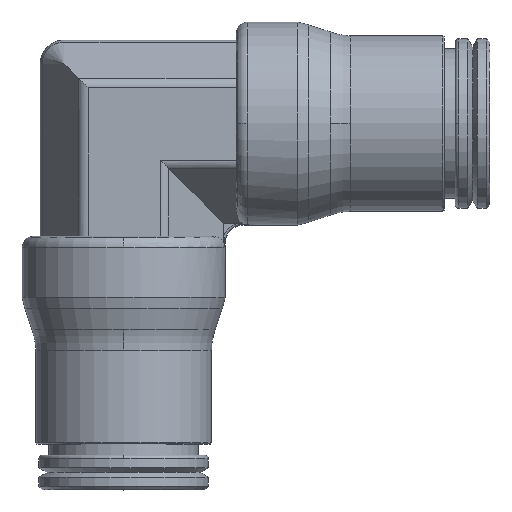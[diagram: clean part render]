
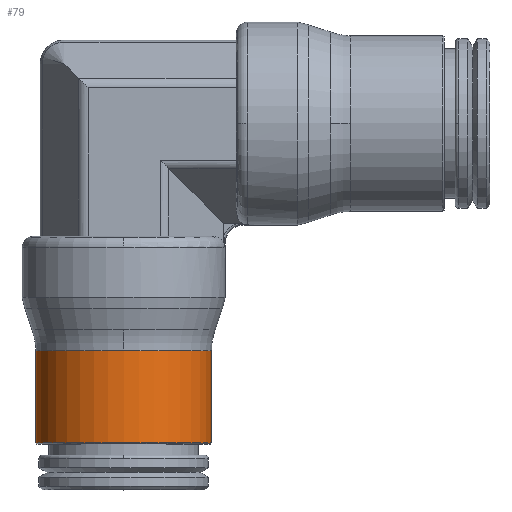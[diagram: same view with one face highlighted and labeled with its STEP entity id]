
A CAD part, top view. The second image highlights one B-rep face of the part: STEP entity #79.
In plain terms, the highlighted cylindrical face has radius 7.357 mm (diameter 14.713 mm), a partial arc.
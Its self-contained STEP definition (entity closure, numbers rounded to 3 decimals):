
#79=ADVANCED_FACE('',(#238),#239,.T.);
#238=FACE_OUTER_BOUND('',#496,.T.);
#239=CYLINDRICAL_SURFACE('',#497,7.357);
#496=EDGE_LOOP('',(#948,#949,#950,#951,#952));
#497=AXIS2_PLACEMENT_3D('',#953,#954,#955);
#948=ORIENTED_EDGE('',*,*,#1809,.F.);
#949=ORIENTED_EDGE('',*,*,#1690,.T.);
#950=ORIENTED_EDGE('',*,*,#1715,.T.);
#951=ORIENTED_EDGE('',*,*,#1810,.F.);
#952=ORIENTED_EDGE('',*,*,#1806,.F.);
#953=CARTESIAN_POINT('',(-30.655,-22.876,0.0));
#954=DIRECTION('',(0.,-1.0,0.0));
#955=DIRECTION('',(1.0,0.,0.0));
#1690=EDGE_CURVE('',#2011,#2009,#2012,.T.);
#1715=EDGE_CURVE('',#2009,#2055,#2057,.T.);
#1806=EDGE_CURVE('',#2214,#2217,#2218,.T.);
#1809=EDGE_CURVE('',#2011,#2214,#2222,.T.);
#1810=EDGE_CURVE('',#2217,#2055,#2223,.T.);
#2009=VERTEX_POINT('',#2543);
#2011=VERTEX_POINT('',#2545);
#2012=CIRCLE('',#2546,7.357);
#2055=VERTEX_POINT('',#2673);
#2057=CIRCLE('',#2675,7.357);
#2214=VERTEX_POINT('',#2910);
#2217=VERTEX_POINT('',#2914);
#2218=CIRCLE('',#2915,7.357);
#2222=LINE('',#2920,#2921);
#2223=LINE('',#2922,#2923);
#2543=CARTESIAN_POINT('',(-30.655,-19.026,7.357));
#2545=CARTESIAN_POINT('',(-23.298,-19.026,0.0));
#2546=AXIS2_PLACEMENT_3D('',#3458,#3459,#3460);
#2673=CARTESIAN_POINT('',(-38.012,-19.026,0.));
#2675=AXIS2_PLACEMENT_3D('',#3509,#3510,#3511);
#2910=CARTESIAN_POINT('',(-23.298,-26.726,0.0));
#2914=CARTESIAN_POINT('',(-38.012,-26.726,0.));
#2915=AXIS2_PLACEMENT_3D('',#3696,#3697,#3698);
#2920=CARTESIAN_POINT('',(-23.298,-22.876,0.));
#2921=VECTOR('',#3703,1.0);
#2922=CARTESIAN_POINT('',(-38.012,-22.876,0.));
#2923=VECTOR('',#3704,1.0);
#3458=CARTESIAN_POINT('',(-30.655,-19.026,0.0));
#3459=DIRECTION('',(0.,-1.0,0.0));
#3460=DIRECTION('',(1.0,0.,0.0));
#3509=CARTESIAN_POINT('',(-30.655,-19.026,0.0));
#3510=DIRECTION('',(0.,-1.0,0.0));
#3511=DIRECTION('',(1.0,0.,0.0));
#3696=CARTESIAN_POINT('',(-30.655,-26.726,0.0));
#3697=DIRECTION('',(0.,-1.0,0.0));
#3698=DIRECTION('',(1.0,0.,0.0));
#3703=DIRECTION('',(0.,-1.0,0.0));
#3704=DIRECTION('',(0.,1.0,-0.0));
